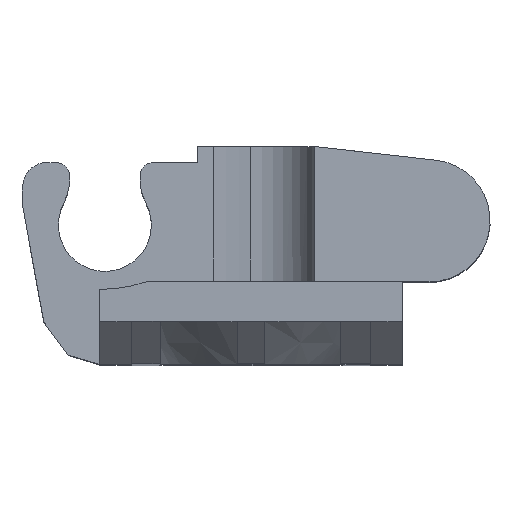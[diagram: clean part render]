
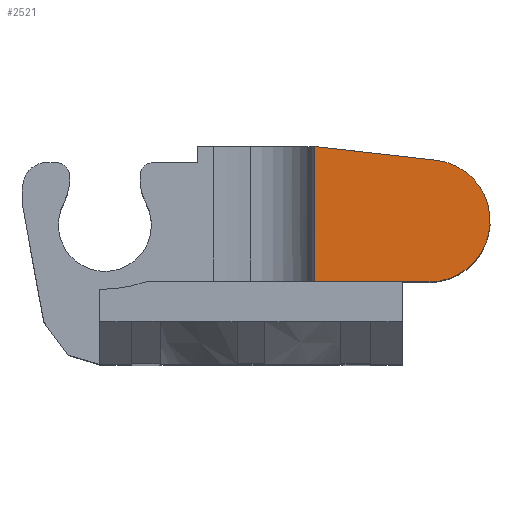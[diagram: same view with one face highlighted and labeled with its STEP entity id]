
A CAD part, top view. The second image highlights one B-rep face of the part: STEP entity #2521.
In plain terms, the highlighted planar face has unit normal (0, 0, 1).
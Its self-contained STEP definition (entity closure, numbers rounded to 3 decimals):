
#112=CIRCLE('',#2586,2.3);
#303=FACE_OUTER_BOUND('',#443,.T.);
#443=EDGE_LOOP('',(#2269,#2270,#2271,#2272,#2273,#2274));
#540=LINE('',#3834,#799);
#549=LINE('',#3871,#808);
#693=LINE('',#4301,#952);
#696=LINE('',#4306,#955);
#703=LINE('',#4322,#962);
#799=VECTOR('',#2933,10.);
#808=VECTOR('',#2962,10.);
#952=VECTOR('',#3382,10.);
#955=VECTOR('',#3389,10.);
#962=VECTOR('',#3408,10.);
#1071=VERTEX_POINT('',#3822);
#1075=VERTEX_POINT('',#3832);
#1076=VERTEX_POINT('',#3836);
#1087=VERTEX_POINT('',#3870);
#1192=VERTEX_POINT('',#4298);
#1193=VERTEX_POINT('',#4300);
#1334=EDGE_CURVE('',#1071,#1075,#540,.T.);
#1336=EDGE_CURVE('',#1075,#1076,#112,.T.);
#1349=EDGE_CURVE('',#1071,#1087,#549,.T.);
#1549=EDGE_CURVE('',#1192,#1193,#693,.T.);
#1552=EDGE_CURVE('',#1076,#1193,#696,.T.);
#1560=EDGE_CURVE('',#1087,#1192,#703,.T.);
#2269=ORIENTED_EDGE('',*,*,#1552,.T.);
#2270=ORIENTED_EDGE('',*,*,#1549,.F.);
#2271=ORIENTED_EDGE('',*,*,#1560,.F.);
#2272=ORIENTED_EDGE('',*,*,#1349,.F.);
#2273=ORIENTED_EDGE('',*,*,#1334,.T.);
#2274=ORIENTED_EDGE('',*,*,#1336,.T.);
#2388=PLANE('',#2740);
#2521=ADVANCED_FACE('',(#303),#2388,.T.);
#2586=AXIS2_PLACEMENT_3D('',#3838,#2937,#2938);
#2740=AXIS2_PLACEMENT_3D('',#4321,#3406,#3407);
#2933=DIRECTION('',(1.,0.,0.));
#2937=DIRECTION('center_axis',(0.,0.,1.));
#2938=DIRECTION('ref_axis',(0.112,0.994,0.));
#2962=DIRECTION('',(-1.,0.,0.));
#3382=DIRECTION('',(1.,0.,0.));
#3389=DIRECTION('',(-0.994,0.112,0.));
#3406=DIRECTION('center_axis',(0.,0.,1.));
#3407=DIRECTION('ref_axis',(1.,0.,0.));
#3408=DIRECTION('',(0.,1.,0.));
#3822=CARTESIAN_POINT('',(11.4,3.1,26.5));
#3832=CARTESIAN_POINT('',(12.4,3.1,26.5));
#3834=CARTESIAN_POINT('',(8.098,3.1,26.5));
#3836=CARTESIAN_POINT('',(12.658,7.685,26.5));
#3838=CARTESIAN_POINT('Origin',(12.4,5.4,26.5));
#3870=CARTESIAN_POINT('',(8.098,3.1,26.5));
#3871=CARTESIAN_POINT('',(9.749,3.1,26.5));
#4298=CARTESIAN_POINT('',(8.098,8.2,26.5));
#4300=CARTESIAN_POINT('',(8.101,8.2,26.5));
#4301=CARTESIAN_POINT('',(8.098,8.2,26.5));
#4306=CARTESIAN_POINT('',(8.384,8.168,26.5));
#4321=CARTESIAN_POINT('Origin',(8.098,3.1,26.5));
#4322=CARTESIAN_POINT('',(8.098,3.1,26.5));
